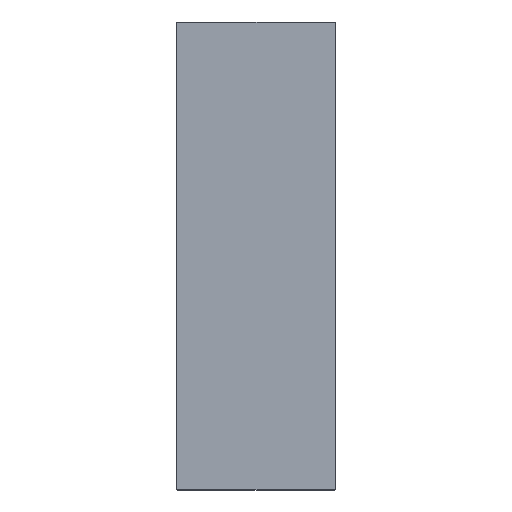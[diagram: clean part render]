
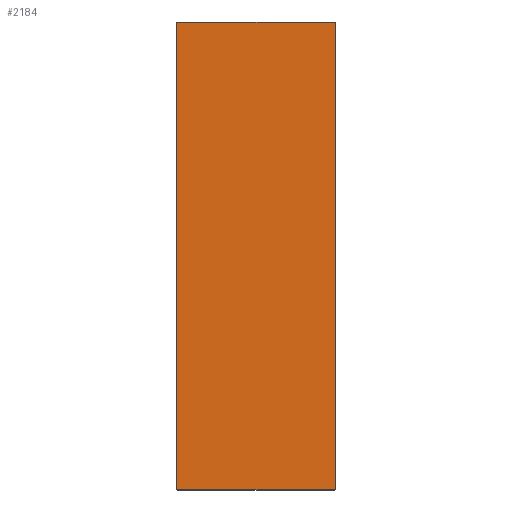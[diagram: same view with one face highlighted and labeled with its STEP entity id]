
A CAD part, left-side view. The second image highlights one B-rep face of the part: STEP entity #2184.
In plain terms, the highlighted planar face has unit normal (-1, 0, 0).
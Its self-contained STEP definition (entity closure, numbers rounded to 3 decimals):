
#23 = EDGE_CURVE ( 'NONE', #2073, #1187, #2530, .T. ) ;
#77 = ORIENTED_EDGE ( 'NONE', *, *, #2151, .T. ) ;
#100 = VECTOR ( 'NONE', #241, 1000. ) ;
#170 = DIRECTION ( 'NONE',  ( 0., 1., 0. ) ) ;
#180 = LINE ( 'NONE', #1267, #739 ) ;
#225 = CARTESIAN_POINT ( 'NONE',  ( -1.6, -0.27, -0.8 ) ) ;
#241 = DIRECTION ( 'NONE',  ( 0., 1., 0. ) ) ;
#285 = CARTESIAN_POINT ( 'NONE',  ( -1.6, 0.275, -0.8 ) ) ;
#304 = VERTEX_POINT ( 'NONE', #2689 ) ;
#446 = AXIS2_PLACEMENT_3D ( 'NONE', #1888, #2524, #2092 ) ;
#474 = ORIENTED_EDGE ( 'NONE', *, *, #1485, .T. ) ;
#510 = ORIENTED_EDGE ( 'NONE', *, *, #517, .F. ) ;
#517 = EDGE_CURVE ( 'NONE', #2747, #1557, #920, .T. ) ;
#545 = LINE ( 'NONE', #900, #1170 ) ;
#604 = CARTESIAN_POINT ( 'NONE',  ( -1.6, -0.275, -0.805 ) ) ;
#629 = VECTOR ( 'NONE', #1368, 1000. ) ;
#707 = CARTESIAN_POINT ( 'NONE',  ( -1.6, -0.275, -0.8 ) ) ;
#721 = EDGE_CURVE ( 'NONE', #1279, #304, #945, .T. ) ;
#739 = VECTOR ( 'NONE', #170, 1000. ) ;
#788 = FACE_OUTER_BOUND ( 'NONE', #2809, .T. ) ;
#870 = EDGE_CURVE ( 'NONE', #2476, #2073, #1792, .T. ) ;
#873 = CARTESIAN_POINT ( 'NONE',  ( -1.6, -0.275, 0.8 ) ) ;
#900 = CARTESIAN_POINT ( 'NONE',  ( -1.6, 0.275, -0.8 ) ) ;
#911 = CARTESIAN_POINT ( 'NONE',  ( -1.6, -0.27, -0.805 ) ) ;
#920 = LINE ( 'NONE', #604, #100 ) ;
#945 = CIRCLE ( 'NONE', #1140, 0.005 ) ;
#975 = DIRECTION ( 'NONE',  ( -1., 0., 0. ) ) ;
#1117 = CARTESIAN_POINT ( 'NONE',  ( -1.6, 0.27, -0.8 ) ) ;
#1130 = ORIENTED_EDGE ( 'NONE', *, *, #2242, .F. ) ;
#1140 = AXIS2_PLACEMENT_3D ( 'NONE', #2724, #975, #1414 ) ;
#1170 = VECTOR ( 'NONE', #2002, 1000. ) ;
#1187 = VERTEX_POINT ( 'NONE', #2340 ) ;
#1242 = CIRCLE ( 'NONE', #2158, 0.005 ) ;
#1267 = CARTESIAN_POINT ( 'NONE',  ( -1.6, -0.275, 0.805 ) ) ;
#1279 = VERTEX_POINT ( 'NONE', #1299 ) ;
#1299 = CARTESIAN_POINT ( 'NONE',  ( -1.6, 0.27, 0.805 ) ) ;
#1368 = DIRECTION ( 'NONE',  ( 0., 0., 1. ) ) ;
#1387 = CIRCLE ( 'NONE', #2299, 0.005 ) ;
#1414 = DIRECTION ( 'NONE',  ( 0., 0., -1. ) ) ;
#1485 = EDGE_CURVE ( 'NONE', #1187, #1279, #180, .T. ) ;
#1557 = VERTEX_POINT ( 'NONE', #2613 ) ;
#1618 = PLANE ( 'NONE',  #2836 ) ;
#1704 = VERTEX_POINT ( 'NONE', #1972 ) ;
#1788 = ORIENTED_EDGE ( 'NONE', *, *, #23, .T. ) ;
#1792 = LINE ( 'NONE', #707, #629 ) ;
#1888 = CARTESIAN_POINT ( 'NONE',  ( -1.6, -0.27, 0.8 ) ) ;
#1972 = CARTESIAN_POINT ( 'NONE',  ( -1.6, 0.275, -0.8 ) ) ;
#2002 = DIRECTION ( 'NONE',  ( 0., 0., 1. ) ) ;
#2071 = EDGE_CURVE ( 'NONE', #1704, #1557, #1242, .T. ) ;
#2073 = VERTEX_POINT ( 'NONE', #873 ) ;
#2092 = DIRECTION ( 'NONE',  ( 0., 0., -1. ) ) ;
#2151 = EDGE_CURVE ( 'NONE', #2747, #2476, #1387, .T. ) ;
#2158 = AXIS2_PLACEMENT_3D ( 'NONE', #1117, #2725, #2655 ) ;
#2173 = ORIENTED_EDGE ( 'NONE', *, *, #721, .T. ) ;
#2175 = ORIENTED_EDGE ( 'NONE', *, *, #870, .T. ) ;
#2184 = ADVANCED_FACE ( 'NONE', ( #788 ), #1618, .F. ) ;
#2242 = EDGE_CURVE ( 'NONE', #1704, #304, #545, .T. ) ;
#2277 = DIRECTION ( 'NONE',  ( 1., 0., 0. ) ) ;
#2299 = AXIS2_PLACEMENT_3D ( 'NONE', #225, #2407, #2885 ) ;
#2340 = CARTESIAN_POINT ( 'NONE',  ( -1.6, -0.27, 0.805 ) ) ;
#2407 = DIRECTION ( 'NONE',  ( -1., 0., 0. ) ) ;
#2461 = ORIENTED_EDGE ( 'NONE', *, *, #2071, .T. ) ;
#2476 = VERTEX_POINT ( 'NONE', #2774 ) ;
#2524 = DIRECTION ( 'NONE',  ( -1., 0., 0. ) ) ;
#2530 = CIRCLE ( 'NONE', #446, 0.005 ) ;
#2613 = CARTESIAN_POINT ( 'NONE',  ( -1.6, 0.27, -0.805 ) ) ;
#2655 = DIRECTION ( 'NONE',  ( 0., 0., -1. ) ) ;
#2689 = CARTESIAN_POINT ( 'NONE',  ( -1.6, 0.275, 0.8 ) ) ;
#2724 = CARTESIAN_POINT ( 'NONE',  ( -1.6, 0.27, 0.8 ) ) ;
#2725 = DIRECTION ( 'NONE',  ( -1., 0., 0. ) ) ;
#2742 = DIRECTION ( 'NONE',  ( 0., 0., -1. ) ) ;
#2747 = VERTEX_POINT ( 'NONE', #911 ) ;
#2774 = CARTESIAN_POINT ( 'NONE',  ( -1.6, -0.275, -0.8 ) ) ;
#2809 = EDGE_LOOP ( 'NONE', ( #2175, #1788, #474, #2173, #1130, #2461, #510, #77 ) ) ;
#2836 = AXIS2_PLACEMENT_3D ( 'NONE', #285, #2277, #2742 ) ;
#2885 = DIRECTION ( 'NONE',  ( 0., 0., -1. ) ) ;
